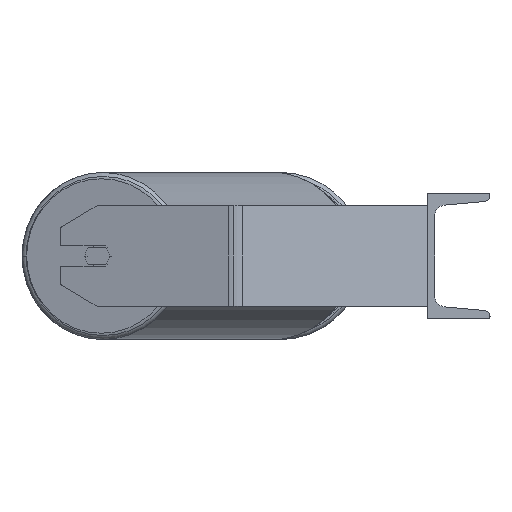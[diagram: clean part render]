
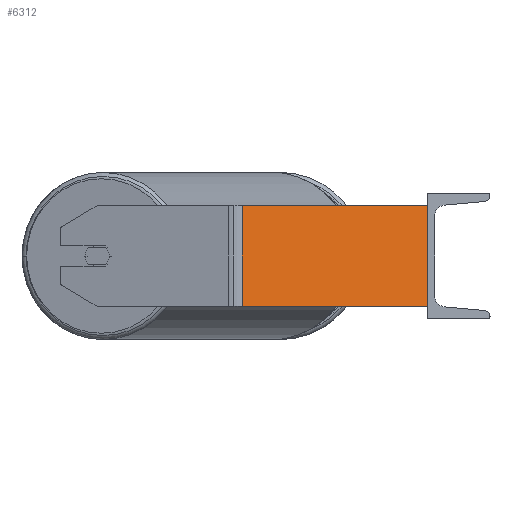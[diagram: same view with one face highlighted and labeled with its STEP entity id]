
A CAD part, left-side view. The second image highlights one B-rep face of the part: STEP entity #6312.
In plain terms, the highlighted planar face has unit normal (-0.906, -0.423, 0).
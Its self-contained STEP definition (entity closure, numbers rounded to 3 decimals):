
#1145 = EDGE_CURVE ( 'NONE', #7553, #2159, #6964, .T. ) ;
#1294 = LINE ( 'NONE', #5642, #2474 ) ;
#1631 = CARTESIAN_POINT ( 'NONE',  ( -785., 0., 40. ) ) ;
#1781 = ORIENTED_EDGE ( 'NONE', *, *, #6943, .T. ) ;
#2095 = DIRECTION ( 'NONE',  ( 0., 0., -1. ) ) ;
#2142 = CARTESIAN_POINT ( 'NONE',  ( -853.576, 147.061, -40. ) ) ;
#2159 = VERTEX_POINT ( 'NONE', #3003 ) ;
#2262 = ORIENTED_EDGE ( 'NONE', *, *, #1145, .T. ) ;
#2266 = DIRECTION ( 'NONE',  ( 0.423, -0.906, 0. ) ) ;
#2474 = VECTOR ( 'NONE', #2095, 1000. ) ;
#2752 = ORIENTED_EDGE ( 'NONE', *, *, #6534, .F. ) ;
#2760 = PLANE ( 'NONE',  #6131 ) ;
#2975 = CARTESIAN_POINT ( 'NONE',  ( -856.037, 152.339, 40. ) ) ;
#3003 = CARTESIAN_POINT ( 'NONE',  ( -785., 0., -40. ) ) ;
#3065 = VECTOR ( 'NONE', #7861, 1000. ) ;
#3358 = EDGE_LOOP ( 'NONE', ( #2262, #5561, #2752, #1781 ) ) ;
#5318 = VERTEX_POINT ( 'NONE', #8703 ) ;
#5561 = ORIENTED_EDGE ( 'NONE', *, *, #6800, .F. ) ;
#5563 = VECTOR ( 'NONE', #2266, 1000. ) ;
#5565 = DIRECTION ( 'NONE',  ( 0.906, 0.423, 0. ) ) ;
#5642 = CARTESIAN_POINT ( 'NONE',  ( -853.576, 147.061, 40. ) ) ;
#5817 = LINE ( 'NONE', #2975, #5563 ) ;
#5825 = LINE ( 'NONE', #1631, #3065 ) ;
#6131 = AXIS2_PLACEMENT_3D ( 'NONE', #8338, #5565, #8891 ) ;
#6145 = FACE_OUTER_BOUND ( 'NONE', #3358, .T. ) ;
#6202 = CARTESIAN_POINT ( 'NONE',  ( -785., 0., 40. ) ) ;
#6312 = ADVANCED_FACE ( 'NONE', ( #6145 ), #2760, .F. ) ;
#6534 = EDGE_CURVE ( 'NONE', #5318, #6746, #5817, .T. ) ;
#6746 = VERTEX_POINT ( 'NONE', #6202 ) ;
#6800 = EDGE_CURVE ( 'NONE', #6746, #2159, #5825, .T. ) ;
#6943 = EDGE_CURVE ( 'NONE', #5318, #7553, #1294, .T. ) ;
#6964 = LINE ( 'NONE', #8965, #7403 ) ;
#7008 = DIRECTION ( 'NONE',  ( 0.423, -0.906, 0. ) ) ;
#7403 = VECTOR ( 'NONE', #7008, 1000. ) ;
#7553 = VERTEX_POINT ( 'NONE', #2142 ) ;
#7861 = DIRECTION ( 'NONE',  ( 0., 0., -1. ) ) ;
#8338 = CARTESIAN_POINT ( 'NONE',  ( -856.037, 152.339, 40. ) ) ;
#8703 = CARTESIAN_POINT ( 'NONE',  ( -853.576, 147.061, 40. ) ) ;
#8891 = DIRECTION ( 'NONE',  ( -0.423, 0.906, 0. ) ) ;
#8965 = CARTESIAN_POINT ( 'NONE',  ( -856.037, 152.339, -40. ) ) ;
